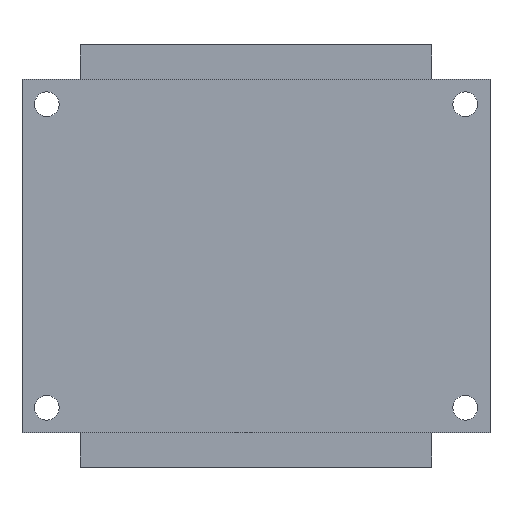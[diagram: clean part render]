
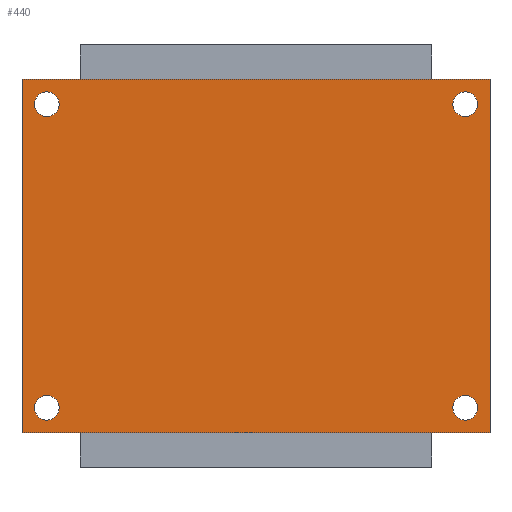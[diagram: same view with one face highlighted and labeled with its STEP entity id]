
A CAD part, front view. The second image highlights one B-rep face of the part: STEP entity #440.
In plain terms, the highlighted planar face has unit normal (0, -1, 0).
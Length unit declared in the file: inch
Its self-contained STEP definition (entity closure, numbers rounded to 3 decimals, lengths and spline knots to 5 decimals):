
#18=FACE_BOUND('',#82,.T.);
#19=FACE_BOUND('',#83,.T.);
#20=FACE_BOUND('',#84,.T.);
#21=FACE_BOUND('',#85,.T.);
#23=CIRCLE('',#469,0.0625);
#25=CIRCLE('',#472,0.0625);
#27=CIRCLE('',#475,0.0625);
#29=CIRCLE('',#478,0.0625);
#55=FACE_OUTER_BOUND('',#81,.T.);
#81=EDGE_LOOP('',(#378,#379,#380,#381));
#82=EDGE_LOOP('',(#382));
#83=EDGE_LOOP('',(#383));
#84=EDGE_LOOP('',(#384));
#85=EDGE_LOOP('',(#385));
#120=LINE('',#685,#168);
#124=LINE('',#693,#172);
#128=LINE('',#700,#176);
#131=LINE('',#705,#179);
#168=VECTOR('',#571,0.3937);
#172=VECTOR('',#577,0.3937);
#176=VECTOR('',#583,0.3937);
#179=VECTOR('',#588,0.3937);
#203=VERTEX_POINT('',#661);
#205=VERTEX_POINT('',#667);
#207=VERTEX_POINT('',#673);
#209=VERTEX_POINT('',#679);
#210=VERTEX_POINT('',#683);
#211=VERTEX_POINT('',#684);
#214=VERTEX_POINT('',#692);
#216=VERTEX_POINT('',#699);
#250=EDGE_CURVE('',#203,#203,#23,.T.);
#253=EDGE_CURVE('',#205,#205,#25,.T.);
#256=EDGE_CURVE('',#207,#207,#27,.T.);
#259=EDGE_CURVE('',#209,#209,#29,.T.);
#260=EDGE_CURVE('',#210,#211,#120,.T.);
#264=EDGE_CURVE('',#211,#214,#124,.T.);
#268=EDGE_CURVE('',#214,#216,#128,.T.);
#271=EDGE_CURVE('',#216,#210,#131,.T.);
#378=ORIENTED_EDGE('',*,*,#271,.T.);
#379=ORIENTED_EDGE('',*,*,#260,.T.);
#380=ORIENTED_EDGE('',*,*,#264,.T.);
#381=ORIENTED_EDGE('',*,*,#268,.T.);
#382=ORIENTED_EDGE('',*,*,#250,.T.);
#383=ORIENTED_EDGE('',*,*,#253,.T.);
#384=ORIENTED_EDGE('',*,*,#256,.T.);
#385=ORIENTED_EDGE('',*,*,#259,.T.);
#403=PLANE('',#484);
#440=ADVANCED_FACE('',(#55,#18,#19,#20,#21),#403,.F.);
#469=AXIS2_PLACEMENT_3D('',#663,#546,#547);
#472=AXIS2_PLACEMENT_3D('',#669,#553,#554);
#475=AXIS2_PLACEMENT_3D('',#675,#560,#561);
#478=AXIS2_PLACEMENT_3D('',#681,#567,#568);
#484=AXIS2_PLACEMENT_3D('',#709,#593,#594);
#546=DIRECTION('center_axis',(0.,1.,0.));
#547=DIRECTION('ref_axis',(-1.,0.,0.));
#553=DIRECTION('center_axis',(0.,1.,0.));
#554=DIRECTION('ref_axis',(-1.,0.,0.));
#560=DIRECTION('center_axis',(0.,1.,0.));
#561=DIRECTION('ref_axis',(-1.,0.,0.));
#567=DIRECTION('center_axis',(0.,1.,0.));
#568=DIRECTION('ref_axis',(-1.,0.,0.));
#571=DIRECTION('',(0.,0.,-1.));
#577=DIRECTION('',(1.,0.,0.));
#583=DIRECTION('',(0.,0.,1.));
#588=DIRECTION('',(-1.,0.,0.));
#593=DIRECTION('center_axis',(0.,1.,0.));
#594=DIRECTION('ref_axis',(1.,0.,0.));
#661=CARTESIAN_POINT('',(2.36934,0.,0.93575));
#663=CARTESIAN_POINT('Origin',(2.30684,0.,0.93575));
#667=CARTESIAN_POINT('',(0.25734,0.,0.93575));
#669=CARTESIAN_POINT('Origin',(0.19484,0.,0.93575));
#673=CARTESIAN_POINT('',(2.36934,0.,-0.59625));
#675=CARTESIAN_POINT('Origin',(2.30684,0.,-0.59625));
#679=CARTESIAN_POINT('',(0.25734,0.,-0.59625));
#681=CARTESIAN_POINT('Origin',(0.19484,0.,-0.59625));
#683=CARTESIAN_POINT('',(0.06984,0.,1.06075));
#684=CARTESIAN_POINT('',(0.06984,0.,-0.72125));
#685=CARTESIAN_POINT('',(0.06984,0.,1.06075));
#692=CARTESIAN_POINT('',(2.43184,0.,-0.72125));
#693=CARTESIAN_POINT('',(0.06984,0.,-0.72125));
#699=CARTESIAN_POINT('',(2.43184,0.,1.06075));
#700=CARTESIAN_POINT('',(2.43184,0.,-0.72125));
#705=CARTESIAN_POINT('',(2.43184,0.,1.06075));
#709=CARTESIAN_POINT('Origin',(1.25084,0.,0.16975));
